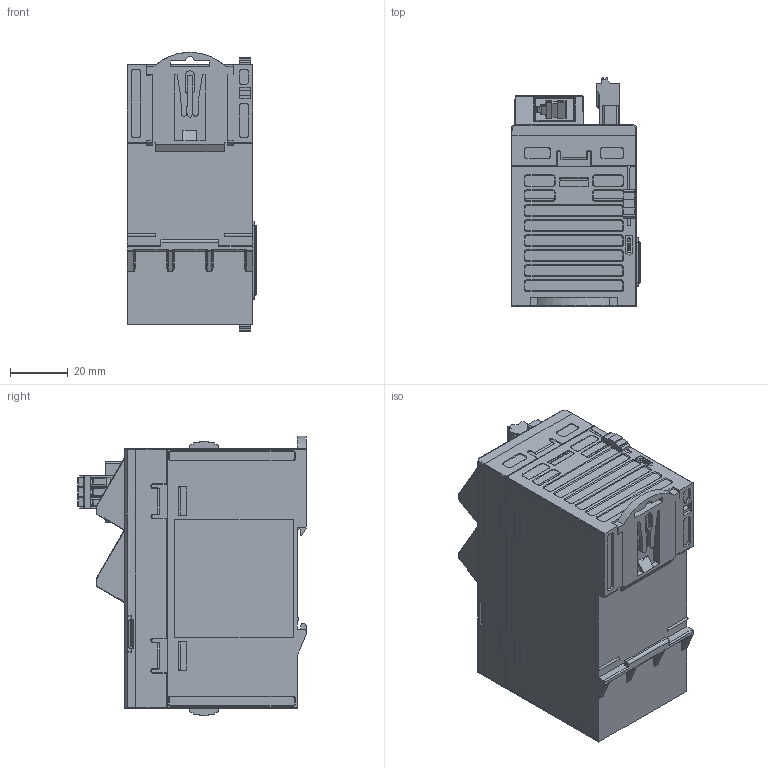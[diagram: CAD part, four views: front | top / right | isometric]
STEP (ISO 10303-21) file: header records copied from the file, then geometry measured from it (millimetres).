
FILE_DESCRIPTION (( 'STEP AP214' ), '1' );
FILE_NAME ('XEL-BSSCT.STEP', '2024-07-08T21:16:21', ( '' ), ( '' ), 'SwSTEP 2.0', 'SolidWorks 2021', '' );
FILE_SCHEMA (( 'AUTOMOTIVE_DESIGN' ));
Length unit declared in the file: inch
Products named in the file (1): XEL-BSSCT
Bounding box: 45 x 79.1 x 96.74 mm (x, y, z)
Volume: 239579.4 mm3; surface area: 39304.3 mm2
Topology: 3 solids, 3 shells, 4093 faces, 11095 edges, 7059 vertices
Faces by surface type: plane 2615, cylinder 817, bspline 300, cone 172, torus 127, sphere 62
Entity records: 142429 total; most frequent: CARTESIAN_POINT 42743, ORIENTED_EDGE 22068, DIRECTION 18686, EDGE_CURVE 11034, LINE 7908, VECTOR 7908, VERTEX_POINT 7053, AXIS2_PLACEMENT_3D 5389
